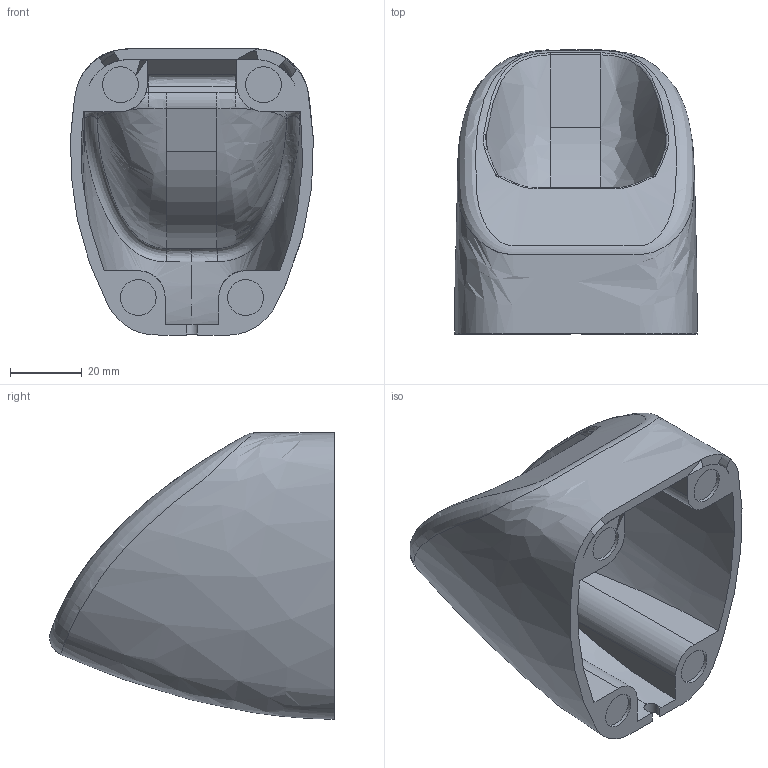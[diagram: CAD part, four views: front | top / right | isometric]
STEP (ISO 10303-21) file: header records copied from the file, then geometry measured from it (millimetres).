
FILE_DESCRIPTION(/* description */ (''),/* implementation_level */ '2;1');
FILE_NAME(/* name */ 'Omote Dock with no opening.step',/* time_stamp */ '2024-04-14T12:25:56+02:00',/* author */ (''),/* organization */ (''),/* preprocessor_version */ 'ST-DEVELOPER v20',/* originating_system */ 'Autodesk Translation Framework v12.20.1.177',/* authorisation */ '');
FILE_SCHEMA (('AUTOMOTIVE_DESIGN { 1 0 10303 214 3 1 1 }'));
Length unit declared in the file: millimetre
Products named in the file (1): Charging Dock
Bounding box: 67.83 x 79.55 x 80 mm (x, y, z)
Volume: 84208.2 mm3; surface area: 40760.3 mm2
Topology: 1 solids, 1 shells, 106 faces, 282 edges, 180 vertices
Faces by surface type: bspline 60, cylinder 21, plane 19, torus 6
Full cylindrical faces by diameter (mm): 10 x4
Entity records: 16702 total; most frequent: CARTESIAN_POINT 14505, ORIENTED_EDGE 562, EDGE_CURVE 281, DIRECTION 272, VERTEX_POINT 180, B_SPLINE_CURVE_WITH_KNOTS 169, AXIS2_PLACEMENT_3D 113, EDGE_LOOP 111
